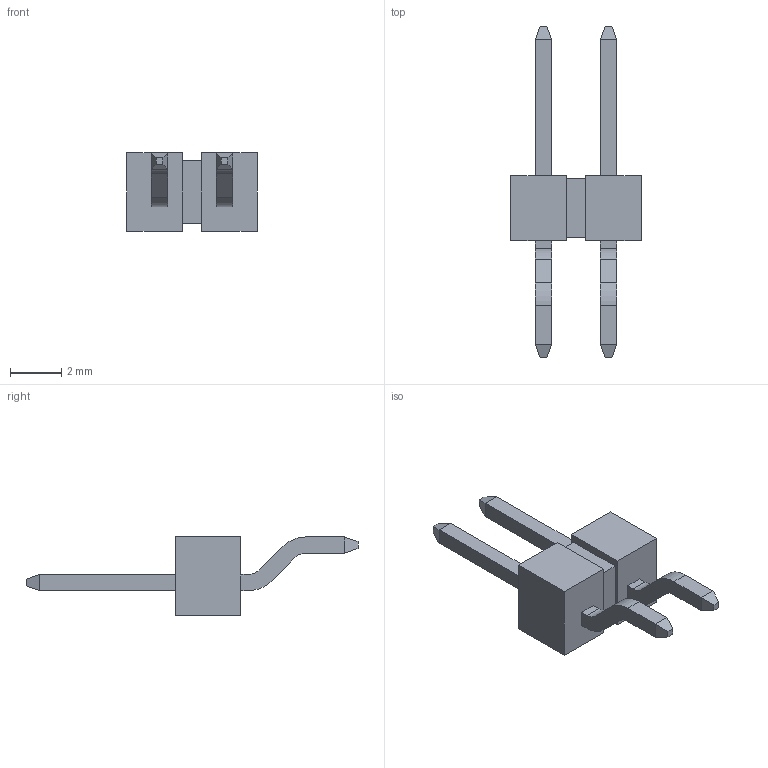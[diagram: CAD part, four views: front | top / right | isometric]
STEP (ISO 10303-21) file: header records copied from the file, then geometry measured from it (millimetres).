
FILE_DESCRIPTION(('STEP AP203'),'1');
FILE_NAME('tsm-102-01-l-sh-tr.stp','2023-03-21T17:43:15',('TraceParts'),('TraceParts S.A.'),'Spatial InterOp 3D',' ',' ');
FILE_SCHEMA(('CONFIG_CONTROL_DESIGN'));
Length unit declared in the file: millimetre
Products named in the file (1): 1
Bounding box: 5.08 x 12.95 x 3.05 mm (x, y, z)
Volume: 46.1 mm3; surface area: 128.2 mm2
Topology: 1 solids, 1 shells, 68 faces, 164 edges, 104 vertices
Faces by surface type: plane 60, cylinder 8
Entity records: 1980 total; most frequent: CARTESIAN_POINT 337, ORIENTED_EDGE 328, DIRECTION 318, EDGE_CURVE 164, LINE 148, VECTOR 148, VERTEX_POINT 104, AXIS2_PLACEMENT_3D 85
